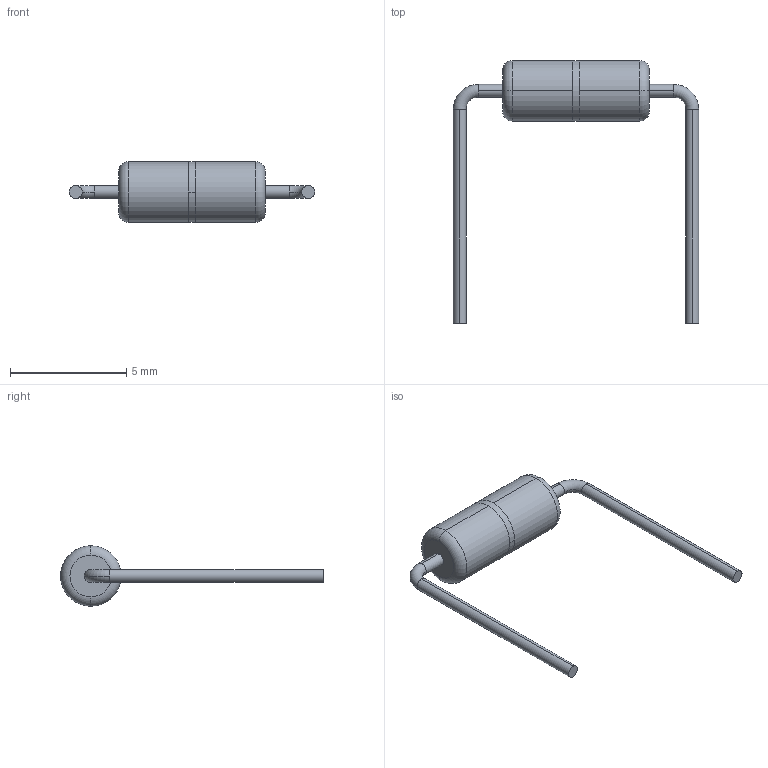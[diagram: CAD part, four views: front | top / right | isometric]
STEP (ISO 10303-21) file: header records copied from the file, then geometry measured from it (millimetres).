
FILE_DESCRIPTION (( 'STEP AP214' ), '1' );
FILE_NAME ('ZOR-12-R-52-0R.STEP', '2024-02-01T18:31:18', ( '' ), ( '' ), 'SwSTEP 2.0', 'SolidWorks 2021', '' );
FILE_SCHEMA (( 'AUTOMOTIVE_DESIGN' ));
Length unit declared in the file: millimetre
Products named in the file (1): ZOR-12-R-52-0R
Bounding box: 10.55 x 11.3 x 2.6 mm (x, y, z)
Volume: 38.4 mm3; surface area: 121.1 mm2
Topology: 5 solids, 5 shells, 32 faces, 62 edges, 40 vertices
Faces by surface type: cylinder 14, plane 10, torus 8
Entity records: 912 total; most frequent: DIRECTION 176, CARTESIAN_POINT 135, ORIENTED_EDGE 124, AXIS2_PLACEMENT_3D 81, EDGE_CURVE 62, CIRCLE 48, VERTEX_POINT 40, FACE_OUTER_BOUND 32
